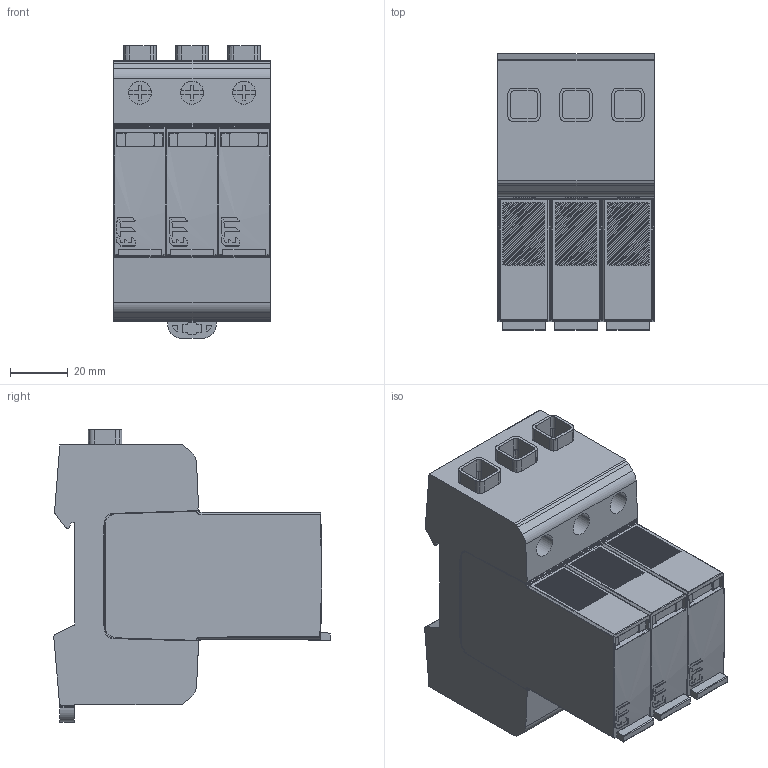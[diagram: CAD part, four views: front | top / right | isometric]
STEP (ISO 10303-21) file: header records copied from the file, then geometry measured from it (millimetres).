
FILE_DESCRIPTION((''),'2;1');
FILE_NAME('ETIMAT_ML_30_ASM_1_ASM_1_ASM','2022-01-05T11:40:49',('marketing.praksa'),('Audax d.o.o.'),'CREO PARAMETRIC BY PTC INC, 2021304','CREO PARAMETRIC BY PTC INC, 2021304','');
FILE_SCHEMA(('AP242_MANAGED_MODEL_BASED_3D_ENGINEERING_MIM_LF { 1 0 10303 442 1 1 4 }'));
Products named in the file (15): PRT0020_1_1; PRT0021_1_1; PRT0022_1_1; VIJA_ASM_1_ASM_1_ASM; PRT0017_1_2_1_1; IZ59_0661_ETITEC_M_T2_PV_1500_2; PRT9567_1_1; IZ59_0523_MOD_EM_T12_PV_550_6_1; PRT0019_1_1_1; PRT0019_1_2_1; PRT0019_1_3_1; PRT0019_1_ASM_1_ASM; PRT9565_1; 002440520_MOD_M_T12_PV_550-6_25_ASM; ETIMAT_ML_30_ASM_1_ASM_1_ASM
Assembly tree (16 placements, depth 4):
  ETIMAT_ML_30_ASM_1_ASM_1_ASM
    VIJA_ASM_1_ASM_1_ASM
      PRT0020_1_1
      PRT0021_1_1
      PRT0022_1_1
    PRT0017_1_2_1_1
    IZ59_0661_ETITEC_M_T2_PV_1500_2
    002440520_MOD_M_T12_PV_550-6_25_ASM  x3
      PRT9567_1_1
      IZ59_0523_MOD_EM_T12_PV_550_6_1
      PRT0019_1_ASM_1_ASM
        PRT0019_1_1_1
        PRT0019_1_2_1
        PRT0019_1_3_1
      PRT9565_1
Bounding box: 54 x 95.63 x 101.21 mm (x, y, z)
Volume: 318668.3 mm3; surface area: 74166.2 mm2
Topology: 23 solids, 23 shells, 1903 faces, 5373 edges, 3633 vertices
Faces by surface type: plane 943, cylinder 735, torus 66, bspline 63, sphere 51, extrusion 33, cone 12
Entity records: 36883 total; most frequent: CARTESIAN_POINT 7808, ORIENTED_EDGE 4512, DIRECTION 4415, PRESENTATION_STYLE_ASSIGNMENT 2267, STYLED_ITEM 2267, CURVE_STYLE 2256, EDGE_CURVE 2256, AXIS2_PLACEMENT_3D 1567
